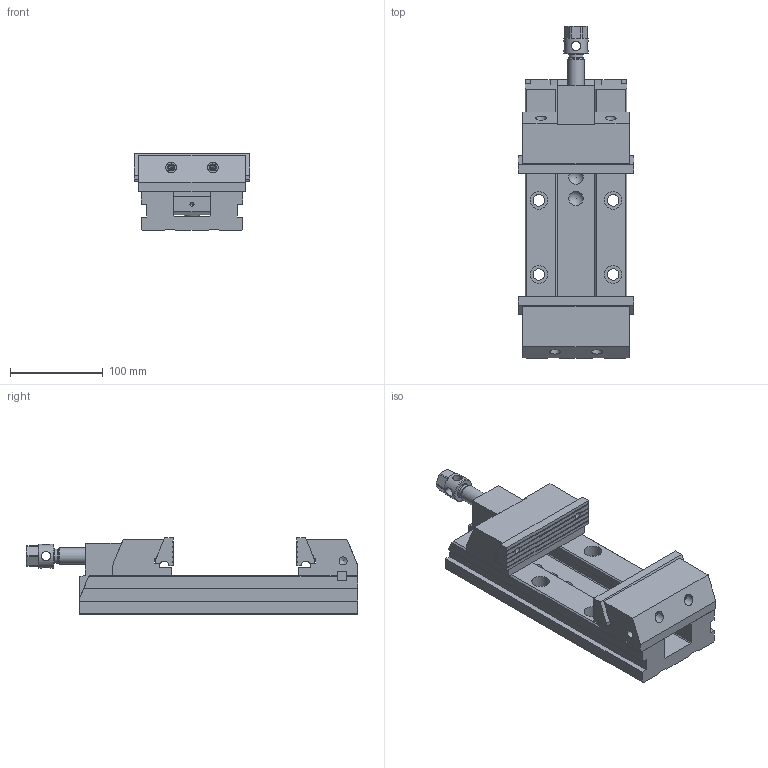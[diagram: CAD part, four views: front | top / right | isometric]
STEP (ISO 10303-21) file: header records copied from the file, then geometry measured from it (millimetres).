
FILE_DESCRIPTION(/* description */ (''),/* implementation_level */ '2;1');
FILE_NAME(/* name */ '60_125_Mordaza.stp',/* time_stamp */ '2013-11-05T09:18:11+01:00',/* author */ (''),/* organization */ (''),/* preprocessor_version */ 'ST-DEVELOPER v11',/* originating_system */ 'SIEMENS PLM Software NX 7.5',/* authorisation */ '');
FILE_SCHEMA (('CONFIG_CONTROL_DESIGN'));
Length unit declared in the file: millimetre
Products named in the file (1): 60_125_Mordaza
Bounding box: 125 x 358 x 83 mm (x, y, z)
Volume: 1501785.1 mm3; surface area: 267496.6 mm2
Topology: 10 solids, 10 shells, 402 faces, 1115 edges, 737 vertices
Faces by surface type: plane 239, cylinder 117, cone 30, torus 8, sphere 7, bspline 1
Full cylindrical faces by diameter (mm): 4.351 x1, 5.188 x4, 6.5 x4, 6.985 x4, 7.5 x4, 8 x4, 8.782 x4, 10 x4, 10.5 x1, 11.5 x4, 12 x4, 12.376 x2, 12.5 x4, 14 x2, 14.5 x1, 15 x3, 16.188 x1, 17.732 x1, 18 x1, 19 x4, 22 x2, 26 x1
Entity records: 12347 total; most frequent: CARTESIAN_POINT 2633, DIRECTION 1964, ORIENTED_EDGE 1870, EDGE_CURVE 935, AXIS2_PLACEMENT_3D 678, VERTEX_POINT 673, LINE 608, VECTOR 608
